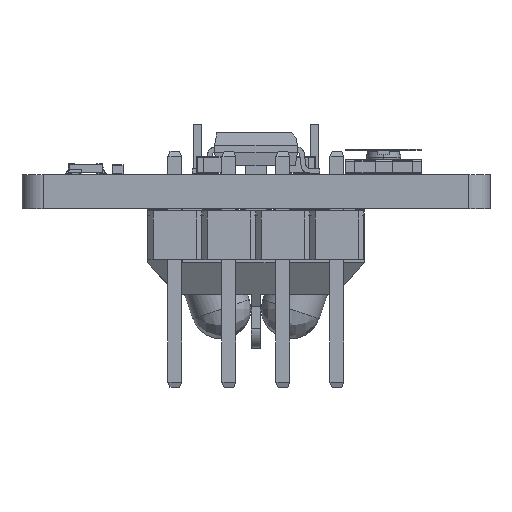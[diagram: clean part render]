
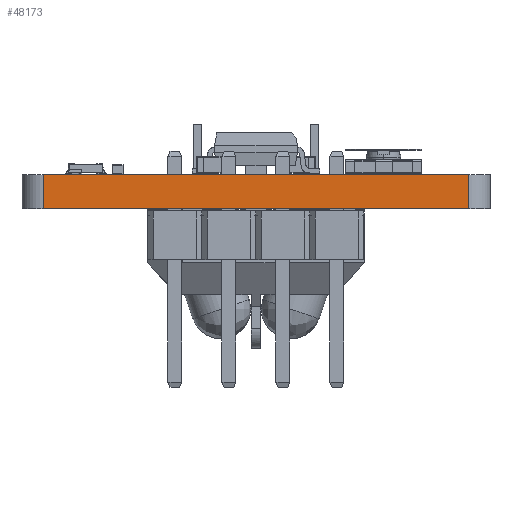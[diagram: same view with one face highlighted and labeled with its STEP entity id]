
A CAD part, left-side view. The second image highlights one B-rep face of the part: STEP entity #48173.
In plain terms, the highlighted planar face has unit normal (-1, 0, 0).
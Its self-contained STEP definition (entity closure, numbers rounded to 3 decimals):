
#48173 = ADVANCED_FACE('',(#48174),#48188,.F.);
#48174 = FACE_BOUND('',#48175,.F.);
#48175 = EDGE_LOOP('',(#48176,#48211,#48239,#48267));
#48176 = ORIENTED_EDGE('',*,*,#48177,.T.);
#48177 = EDGE_CURVE('',#48178,#48180,#48182,.T.);
#48178 = VERTEX_POINT('',#48179);
#48179 = CARTESIAN_POINT('',(0.,21.,0.));
#48180 = VERTEX_POINT('',#48181);
#48181 = CARTESIAN_POINT('',(0.,21.,1.6));
#48182 = SURFACE_CURVE('',#48183,(#48187,#48199),.PCURVE_S1.);
#48183 = LINE('',#48184,#48185);
#48184 = CARTESIAN_POINT('',(0.,21.,0.));
#48185 = VECTOR('',#48186,1.);
#48186 = DIRECTION('',(0.,0.,1.));
#48187 = PCURVE('',#48188,#48193);
#48188 = PLANE('',#48189);
#48189 = AXIS2_PLACEMENT_3D('',#48190,#48191,#48192);
#48190 = CARTESIAN_POINT('',(0.,21.,0.));
#48191 = DIRECTION('',(1.,0.,-0.));
#48192 = DIRECTION('',(0.,-1.,0.));
#48193 = DEFINITIONAL_REPRESENTATION('',(#48194),#48198);
#48194 = LINE('',#48195,#48196);
#48195 = CARTESIAN_POINT('',(0.,0.));
#48196 = VECTOR('',#48197,1.);
#48197 = DIRECTION('',(0.,-1.));
#48198 = ( GEOMETRIC_REPRESENTATION_CONTEXT(2) 
PARAMETRIC_REPRESENTATION_CONTEXT() REPRESENTATION_CONTEXT('2D SPACE',''
  ) );
#48199 = PCURVE('',#48200,#48205);
#48200 = CYLINDRICAL_SURFACE('',#48201,1.);
#48201 = AXIS2_PLACEMENT_3D('',#48202,#48203,#48204);
#48202 = CARTESIAN_POINT('',(1.,21.,0.));
#48203 = DIRECTION('',(-0.,-0.,-1.));
#48204 = DIRECTION('',(1.,0.,-0.));
#48205 = DEFINITIONAL_REPRESENTATION('',(#48206),#48210);
#48206 = LINE('',#48207,#48208);
#48207 = CARTESIAN_POINT('',(-3.142,0.));
#48208 = VECTOR('',#48209,1.);
#48209 = DIRECTION('',(-0.,-1.));
#48210 = ( GEOMETRIC_REPRESENTATION_CONTEXT(2) 
PARAMETRIC_REPRESENTATION_CONTEXT() REPRESENTATION_CONTEXT('2D SPACE',''
  ) );
#48211 = ORIENTED_EDGE('',*,*,#48212,.T.);
#48212 = EDGE_CURVE('',#48180,#48213,#48215,.T.);
#48213 = VERTEX_POINT('',#48214);
#48214 = CARTESIAN_POINT('',(0.,1.,1.6));
#48215 = SURFACE_CURVE('',#48216,(#48220,#48227),.PCURVE_S1.);
#48216 = LINE('',#48217,#48218);
#48217 = CARTESIAN_POINT('',(0.,21.,1.6));
#48218 = VECTOR('',#48219,1.);
#48219 = DIRECTION('',(0.,-1.,0.));
#48220 = PCURVE('',#48188,#48221);
#48221 = DEFINITIONAL_REPRESENTATION('',(#48222),#48226);
#48222 = LINE('',#48223,#48224);
#48223 = CARTESIAN_POINT('',(0.,-1.6));
#48224 = VECTOR('',#48225,1.);
#48225 = DIRECTION('',(1.,0.));
#48226 = ( GEOMETRIC_REPRESENTATION_CONTEXT(2) 
PARAMETRIC_REPRESENTATION_CONTEXT() REPRESENTATION_CONTEXT('2D SPACE',''
  ) );
#48227 = PCURVE('',#48228,#48233);
#48228 = PLANE('',#48229);
#48229 = AXIS2_PLACEMENT_3D('',#48230,#48231,#48232);
#48230 = CARTESIAN_POINT('',(11.,11.,1.6));
#48231 = DIRECTION('',(0.,0.,1.));
#48232 = DIRECTION('',(1.,0.,-0.));
#48233 = DEFINITIONAL_REPRESENTATION('',(#48234),#48238);
#48234 = LINE('',#48235,#48236);
#48235 = CARTESIAN_POINT('',(-11.,10.));
#48236 = VECTOR('',#48237,1.);
#48237 = DIRECTION('',(0.,-1.));
#48238 = ( GEOMETRIC_REPRESENTATION_CONTEXT(2) 
PARAMETRIC_REPRESENTATION_CONTEXT() REPRESENTATION_CONTEXT('2D SPACE',''
  ) );
#48239 = ORIENTED_EDGE('',*,*,#48240,.F.);
#48240 = EDGE_CURVE('',#48241,#48213,#48243,.T.);
#48241 = VERTEX_POINT('',#48242);
#48242 = CARTESIAN_POINT('',(0.,1.,0.));
#48243 = SURFACE_CURVE('',#48244,(#48248,#48255),.PCURVE_S1.);
#48244 = LINE('',#48245,#48246);
#48245 = CARTESIAN_POINT('',(0.,1.,0.));
#48246 = VECTOR('',#48247,1.);
#48247 = DIRECTION('',(0.,0.,1.));
#48248 = PCURVE('',#48188,#48249);
#48249 = DEFINITIONAL_REPRESENTATION('',(#48250),#48254);
#48250 = LINE('',#48251,#48252);
#48251 = CARTESIAN_POINT('',(20.,0.));
#48252 = VECTOR('',#48253,1.);
#48253 = DIRECTION('',(0.,-1.));
#48254 = ( GEOMETRIC_REPRESENTATION_CONTEXT(2) 
PARAMETRIC_REPRESENTATION_CONTEXT() REPRESENTATION_CONTEXT('2D SPACE',''
  ) );
#48255 = PCURVE('',#48256,#48261);
#48256 = CYLINDRICAL_SURFACE('',#48257,1.);
#48257 = AXIS2_PLACEMENT_3D('',#48258,#48259,#48260);
#48258 = CARTESIAN_POINT('',(1.,1.,0.));
#48259 = DIRECTION('',(-0.,-0.,-1.));
#48260 = DIRECTION('',(1.,0.,-0.));
#48261 = DEFINITIONAL_REPRESENTATION('',(#48262),#48266);
#48262 = LINE('',#48263,#48264);
#48263 = CARTESIAN_POINT('',(-3.142,0.));
#48264 = VECTOR('',#48265,1.);
#48265 = DIRECTION('',(-0.,-1.));
#48266 = ( GEOMETRIC_REPRESENTATION_CONTEXT(2) 
PARAMETRIC_REPRESENTATION_CONTEXT() REPRESENTATION_CONTEXT('2D SPACE',''
  ) );
#48267 = ORIENTED_EDGE('',*,*,#48268,.F.);
#48268 = EDGE_CURVE('',#48178,#48241,#48269,.T.);
#48269 = SURFACE_CURVE('',#48270,(#48274,#48281),.PCURVE_S1.);
#48270 = LINE('',#48271,#48272);
#48271 = CARTESIAN_POINT('',(0.,21.,0.));
#48272 = VECTOR('',#48273,1.);
#48273 = DIRECTION('',(0.,-1.,0.));
#48274 = PCURVE('',#48188,#48275);
#48275 = DEFINITIONAL_REPRESENTATION('',(#48276),#48280);
#48276 = LINE('',#48277,#48278);
#48277 = CARTESIAN_POINT('',(0.,0.));
#48278 = VECTOR('',#48279,1.);
#48279 = DIRECTION('',(1.,0.));
#48280 = ( GEOMETRIC_REPRESENTATION_CONTEXT(2) 
PARAMETRIC_REPRESENTATION_CONTEXT() REPRESENTATION_CONTEXT('2D SPACE',''
  ) );
#48281 = PCURVE('',#48282,#48287);
#48282 = PLANE('',#48283);
#48283 = AXIS2_PLACEMENT_3D('',#48284,#48285,#48286);
#48284 = CARTESIAN_POINT('',(11.,11.,0.));
#48285 = DIRECTION('',(0.,0.,1.));
#48286 = DIRECTION('',(1.,0.,-0.));
#48287 = DEFINITIONAL_REPRESENTATION('',(#48288),#48292);
#48288 = LINE('',#48289,#48290);
#48289 = CARTESIAN_POINT('',(-11.,10.));
#48290 = VECTOR('',#48291,1.);
#48291 = DIRECTION('',(0.,-1.));
#48292 = ( GEOMETRIC_REPRESENTATION_CONTEXT(2) 
PARAMETRIC_REPRESENTATION_CONTEXT() REPRESENTATION_CONTEXT('2D SPACE',''
  ) );
